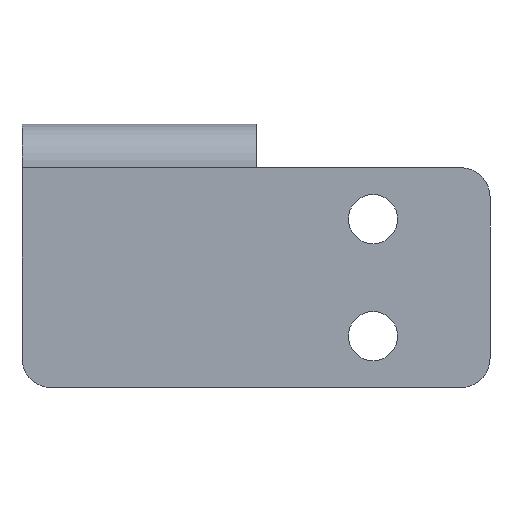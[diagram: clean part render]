
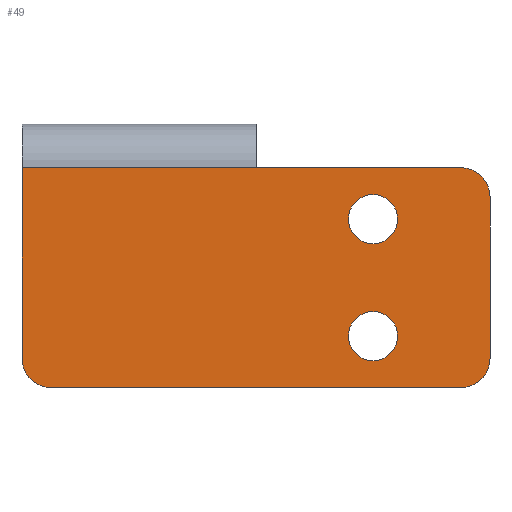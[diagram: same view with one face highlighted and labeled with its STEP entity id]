
A CAD part, left-side view. The second image highlights one B-rep face of the part: STEP entity #49.
In plain terms, the highlighted planar face has unit normal (-1, 0, 0).
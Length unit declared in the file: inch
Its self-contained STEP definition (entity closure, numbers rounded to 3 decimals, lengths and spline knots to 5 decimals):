
#24 = CARTESIAN_POINT ( 'NONE',  ( -0.125, 1.875, -0.875 ) ) ;
#26 = DIRECTION ( 'NONE',  ( 0., 0., -1. ) ) ;
#28 = ORIENTED_EDGE ( 'NONE', *, *, #107, .T. ) ;
#49 = ADVANCED_FACE ( 'NONE', ( #1046, #57, #268 ), #965, .F. ) ;
#55 = CIRCLE ( 'NONE', #552, 0.105 ) ;
#56 = CIRCLE ( 'NONE', #779, 0.125 ) ;
#57 = FACE_BOUND ( 'NONE', #793, .T. ) ;
#65 = LINE ( 'NONE', #755, #120 ) ;
#70 = DIRECTION ( 'NONE',  ( 1., 0., 0. ) ) ;
#88 = LINE ( 'NONE', #675, #410 ) ;
#107 = EDGE_CURVE ( 'NONE', #654, #620, #350, .T. ) ;
#118 = EDGE_LOOP ( 'NONE', ( #28, #185 ) ) ;
#120 = VECTOR ( 'NONE', #737, 39.37008 ) ;
#130 = EDGE_CURVE ( 'NONE', #677, #974, #889, .T. ) ;
#156 = DIRECTION ( 'NONE',  ( 1., 0., 0. ) ) ;
#163 = CARTESIAN_POINT ( 'NONE',  ( -0.125, 0.5, -0.78 ) ) ;
#185 = ORIENTED_EDGE ( 'NONE', *, *, #1012, .T. ) ;
#188 = EDGE_CURVE ( 'NONE', #1131, #934, #88, .T. ) ;
#193 = CARTESIAN_POINT ( 'NONE',  ( -0.125, 0.5, -0.885 ) ) ;
#230 = DIRECTION ( 'NONE',  ( 1., 0., 0. ) ) ;
#235 = DIRECTION ( 'NONE',  ( 0., 0., -1. ) ) ;
#250 = EDGE_CURVE ( 'NONE', #1131, #441, #1186, .T. ) ;
#268 = FACE_OUTER_BOUND ( 'NONE', #273, .T. ) ;
#273 = EDGE_LOOP ( 'NONE', ( #591, #952, #309, #480, #542, #514, #524, #357 ) ) ;
#293 = VERTEX_POINT ( 'NONE', #1105 ) ;
#299 = EDGE_CURVE ( 'NONE', #1034, #790, #1221, .T. ) ;
#309 = ORIENTED_EDGE ( 'NONE', *, *, #1229, .T. ) ;
#331 = ORIENTED_EDGE ( 'NONE', *, *, #985, .T. ) ;
#336 = DIRECTION ( 'NONE',  ( -1., 0., 0. ) ) ;
#350 = CIRCLE ( 'NONE', #1014, 0.105 ) ;
#357 = ORIENTED_EDGE ( 'NONE', *, *, #130, .F. ) ;
#373 = ORIENTED_EDGE ( 'NONE', *, *, #299, .T. ) ;
#374 = EDGE_CURVE ( 'NONE', #293, #688, #1260, .T. ) ;
#385 = DIRECTION ( 'NONE',  ( 0., 0., -1. ) ) ;
#390 = DIRECTION ( 'NONE',  ( 0., 0., -1. ) ) ;
#410 = VECTOR ( 'NONE', #390, 39.37008 ) ;
#441 = VERTEX_POINT ( 'NONE', #1133 ) ;
#442 = CARTESIAN_POINT ( 'NONE',  ( -0.125, 0., -0.875 ) ) ;
#453 = LINE ( 'NONE', #1220, #797 ) ;
#460 = CARTESIAN_POINT ( 'NONE',  ( -0.125, 0., 0. ) ) ;
#466 = DIRECTION ( 'NONE',  ( 0., 0., -1. ) ) ;
#469 = DIRECTION ( 'NONE',  ( 1., 0., 0. ) ) ;
#480 = ORIENTED_EDGE ( 'NONE', *, *, #1196, .T. ) ;
#489 = VECTOR ( 'NONE', #1099, 39.37008 ) ;
#500 = DIRECTION ( 'NONE',  ( 1., 0., 0. ) ) ;
#514 = ORIENTED_EDGE ( 'NONE', *, *, #250, .T. ) ;
#524 = ORIENTED_EDGE ( 'NONE', *, *, #1155, .T. ) ;
#534 = CARTESIAN_POINT ( 'NONE',  ( -0.125, 0.5, -0.175 ) ) ;
#542 = ORIENTED_EDGE ( 'NONE', *, *, #188, .F. ) ;
#552 = AXIS2_PLACEMENT_3D ( 'NONE', #664, #500, #574 ) ;
#567 = AXIS2_PLACEMENT_3D ( 'NONE', #24, #336, #235 ) ;
#574 = DIRECTION ( 'NONE',  ( 0., 0., -1. ) ) ;
#586 = VERTEX_POINT ( 'NONE', #979 ) ;
#591 = ORIENTED_EDGE ( 'NONE', *, *, #834, .T. ) ;
#603 = CARTESIAN_POINT ( 'NONE',  ( -0.125, 0.125, -0.185 ) ) ;
#620 = VERTEX_POINT ( 'NONE', #1078 ) ;
#625 = CARTESIAN_POINT ( 'NONE',  ( -0.125, 0., -0.06 ) ) ;
#629 = CARTESIAN_POINT ( 'NONE',  ( -0.125, 0.5, -0.28 ) ) ;
#640 = AXIS2_PLACEMENT_3D ( 'NONE', #603, #792, #1079 ) ;
#654 = VERTEX_POINT ( 'NONE', #193 ) ;
#664 = CARTESIAN_POINT ( 'NONE',  ( -0.125, 0.5, -0.78 ) ) ;
#675 = CARTESIAN_POINT ( 'NONE',  ( -0.125, 0., -0.06 ) ) ;
#677 = VERTEX_POINT ( 'NONE', #1122 ) ;
#688 = VERTEX_POINT ( 'NONE', #911 ) ;
#691 = CARTESIAN_POINT ( 'NONE',  ( -0.125, 1., -0.06 ) ) ;
#695 = CARTESIAN_POINT ( 'NONE',  ( -0.125, 1., -0.06 ) ) ;
#737 = DIRECTION ( 'NONE',  ( 0., -1., 0. ) ) ;
#755 = CARTESIAN_POINT ( 'NONE',  ( -0.125, 0., -1. ) ) ;
#779 = AXIS2_PLACEMENT_3D ( 'NONE', #1109, #914, #26 ) ;
#790 = VERTEX_POINT ( 'NONE', #534 ) ;
#792 = DIRECTION ( 'NONE',  ( -1., 0., 0. ) ) ;
#793 = EDGE_LOOP ( 'NONE', ( #373, #331 ) ) ;
#797 = VECTOR ( 'NONE', #1051, 39.37008 ) ;
#812 = DIRECTION ( 'NONE',  ( 0., 0., -1. ) ) ;
#834 = EDGE_CURVE ( 'NONE', #677, #293, #453, .T. ) ;
#876 = CARTESIAN_POINT ( 'NONE',  ( -0.125, 0.5, -0.28 ) ) ;
#889 = LINE ( 'NONE', #695, #926 ) ;
#911 = CARTESIAN_POINT ( 'NONE',  ( -0.125, 1.875, -1. ) ) ;
#914 = DIRECTION ( 'NONE',  ( -1., 0., 0. ) ) ;
#926 = VECTOR ( 'NONE', #1165, 39.37008 ) ;
#934 = VERTEX_POINT ( 'NONE', #442 ) ;
#941 = CIRCLE ( 'NONE', #1048, 0.105 ) ;
#952 = ORIENTED_EDGE ( 'NONE', *, *, #374, .T. ) ;
#965 = PLANE ( 'NONE',  #1207 ) ;
#974 = VERTEX_POINT ( 'NONE', #691 ) ;
#979 = CARTESIAN_POINT ( 'NONE',  ( -0.125, 0.125, -1. ) ) ;
#985 = EDGE_CURVE ( 'NONE', #790, #1034, #941, .T. ) ;
#1012 = EDGE_CURVE ( 'NONE', #620, #654, #55, .T. ) ;
#1014 = AXIS2_PLACEMENT_3D ( 'NONE', #163, #70, #385 ) ;
#1022 = LINE ( 'NONE', #625, #489 ) ;
#1030 = AXIS2_PLACEMENT_3D ( 'NONE', #629, #230, #812 ) ;
#1034 = VERTEX_POINT ( 'NONE', #1057 ) ;
#1046 = FACE_BOUND ( 'NONE', #118, .T. ) ;
#1048 = AXIS2_PLACEMENT_3D ( 'NONE', #876, #469, #1263 ) ;
#1051 = DIRECTION ( 'NONE',  ( 0., 0., -1. ) ) ;
#1057 = CARTESIAN_POINT ( 'NONE',  ( -0.125, 0.5, -0.385 ) ) ;
#1078 = CARTESIAN_POINT ( 'NONE',  ( -0.125, 0.5, -0.675 ) ) ;
#1079 = DIRECTION ( 'NONE',  ( 0., 0., -1. ) ) ;
#1099 = DIRECTION ( 'NONE',  ( 0., 1., 0. ) ) ;
#1105 = CARTESIAN_POINT ( 'NONE',  ( -0.125, 2., -0.875 ) ) ;
#1109 = CARTESIAN_POINT ( 'NONE',  ( -0.125, 0.125, -0.875 ) ) ;
#1114 = CARTESIAN_POINT ( 'NONE',  ( -0.125, 0., -0.185 ) ) ;
#1122 = CARTESIAN_POINT ( 'NONE',  ( -0.125, 2., -0.06 ) ) ;
#1131 = VERTEX_POINT ( 'NONE', #1114 ) ;
#1133 = CARTESIAN_POINT ( 'NONE',  ( -0.125, 0.125, -0.06 ) ) ;
#1155 = EDGE_CURVE ( 'NONE', #441, #974, #1022, .T. ) ;
#1165 = DIRECTION ( 'NONE',  ( 0., -1., 0. ) ) ;
#1186 = CIRCLE ( 'NONE', #640, 0.125 ) ;
#1196 = EDGE_CURVE ( 'NONE', #586, #934, #56, .T. ) ;
#1207 = AXIS2_PLACEMENT_3D ( 'NONE', #460, #156, #466 ) ;
#1220 = CARTESIAN_POINT ( 'NONE',  ( -0.125, 2., 0. ) ) ;
#1221 = CIRCLE ( 'NONE', #1030, 0.105 ) ;
#1229 = EDGE_CURVE ( 'NONE', #688, #586, #65, .T. ) ;
#1260 = CIRCLE ( 'NONE', #567, 0.125 ) ;
#1263 = DIRECTION ( 'NONE',  ( 0., 0., -1. ) ) ;
